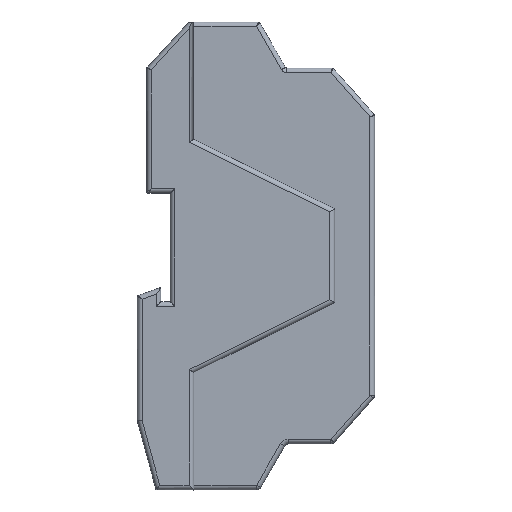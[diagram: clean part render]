
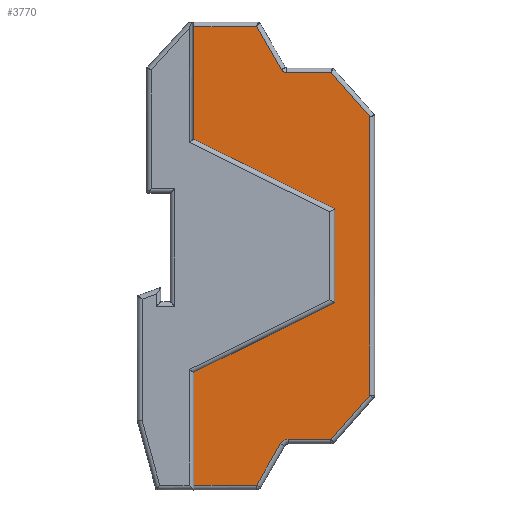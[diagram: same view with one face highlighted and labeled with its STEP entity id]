
A CAD part, top view. The second image highlights one B-rep face of the part: STEP entity #3770.
In plain terms, the highlighted planar face has unit normal (0, 0, 1).
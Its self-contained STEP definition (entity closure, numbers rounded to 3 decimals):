
#1186=DIRECTION('',(1.,0.,0.));
#1187=VECTOR('',#1186,13.373);
#1188=CARTESIAN_POINT('',(10.,48.8,10.25));
#1189=LINE('',#1188,#1187);
#1193=DIRECTION('',(0.5,-0.866,0.));
#1194=VECTOR('',#1193,10.594);
#1195=CARTESIAN_POINT('',(23.373,48.8,10.25));
#1196=LINE('',#1195,#1194);
#1200=CARTESIAN_POINT('',(29.753,40.25,10.25));
#1201=DIRECTION('',(0.,0.,1.));
#1202=DIRECTION('',(-0.866,-0.5,0.));
#1203=AXIS2_PLACEMENT_3D('',#1200,#1201,#1202);
#1208=DIRECTION('',(1.,0.,0.));
#1209=VECTOR('',#1208,9.407);
#1210=CARTESIAN_POINT('',(29.753,39.,10.25));
#1211=LINE('',#1210,#1209);
#1215=DIRECTION('',(0.664,-0.747,0.));
#1216=VECTOR('',#1215,12.552);
#1217=CARTESIAN_POINT('',(39.159,39.,10.25));
#1218=LINE('',#1217,#1216);
#1222=DIRECTION('',(0.,-1.,0.));
#1223=VECTOR('',#1222,59.239);
#1224=CARTESIAN_POINT('',(47.5,29.62,10.25));
#1225=LINE('',#1224,#1223);
#1229=DIRECTION('',(-0.664,-0.747,0.));
#1230=VECTOR('',#1229,12.552);
#1231=CARTESIAN_POINT('',(47.5,-29.62,10.25));
#1232=LINE('',#1231,#1230);
#1236=DIRECTION('',(-1.,0.,0.));
#1237=VECTOR('',#1236,8.974);
#1238=CARTESIAN_POINT('',(39.159,-39.,10.25));
#1239=LINE('',#1238,#1237);
#1243=CARTESIAN_POINT('',(30.186,-41.,10.25));
#1244=DIRECTION('',(0.,0.,1.));
#1245=DIRECTION('',(0.,1.,0.));
#1246=AXIS2_PLACEMENT_3D('',#1243,#1244,#1245);
#1251=DIRECTION('',(-0.5,-0.866,0.));
#1252=VECTOR('',#1251,10.161);
#1253=CARTESIAN_POINT('',(28.454,-40.,10.25));
#1254=LINE('',#1253,#1252);
#1258=DIRECTION('',(-1.,0.,0.));
#1259=VECTOR('',#1258,13.373);
#1260=CARTESIAN_POINT('',(23.373,-48.8,10.25));
#1261=LINE('',#1260,#1259);
#1265=DIRECTION('',(0.,1.,0.));
#1266=VECTOR('',#1265,24.);
#1267=CARTESIAN_POINT('',(10.,-48.8,10.25));
#1268=LINE('',#1267,#1266);
#1272=DIRECTION('',(0.897,0.442,0.));
#1273=VECTOR('',#1272,33.452);
#1274=CARTESIAN_POINT('',(10.,-24.8,10.25));
#1275=LINE('',#1274,#1273);
#1279=DIRECTION('',(0.,1.,0.));
#1280=VECTOR('',#1279,20.);
#1281=CARTESIAN_POINT('',(40.,-10.,10.25));
#1282=LINE('',#1281,#1280);
#1286=DIRECTION('',(-0.897,0.442,0.));
#1287=VECTOR('',#1286,33.452);
#1288=CARTESIAN_POINT('',(40.,10.,10.25));
#1289=LINE('',#1288,#1287);
#1293=DIRECTION('',(0.,1.,0.));
#1294=VECTOR('',#1293,24.);
#1295=CARTESIAN_POINT('',(10.,24.8,10.25));
#1296=LINE('',#1295,#1294);
#2041=CARTESIAN_POINT('',(10.,-24.8,10.25));
#2316=CARTESIAN_POINT('',(40.,-10.,10.25));
#2328=CARTESIAN_POINT('',(40.,10.,10.25));
#2469=VERTEX_POINT('',#2328);
#2471=VERTEX_POINT('',#2041);
#2473=VERTEX_POINT('',#2316);
#2479=CARTESIAN_POINT('',(10.,24.8,10.25));
#2480=VERTEX_POINT('',#2479);
#2490=CARTESIAN_POINT('',(10.,48.8,10.25));
#2491=CARTESIAN_POINT('',(23.373,48.8,10.25));
#2492=VERTEX_POINT('',#2490);
#2493=VERTEX_POINT('',#2491);
#2498=CARTESIAN_POINT('',(28.67,39.625,10.25));
#2499=VERTEX_POINT('',#2498);
#2502=CARTESIAN_POINT('',(29.753,39.,10.25));
#2503=VERTEX_POINT('',#2502);
#2504=CARTESIAN_POINT('',(39.159,39.,10.25));
#2505=VERTEX_POINT('',#2504);
#2508=CARTESIAN_POINT('',(47.5,29.62,10.25));
#2509=VERTEX_POINT('',#2508);
#2510=CARTESIAN_POINT('',(23.373,-48.8,10.25));
#2511=CARTESIAN_POINT('',(10.,-48.8,10.25));
#2512=VERTEX_POINT('',#2510);
#2513=VERTEX_POINT('',#2511);
#2518=CARTESIAN_POINT('',(28.454,-40.,10.25));
#2519=VERTEX_POINT('',#2518);
#2520=CARTESIAN_POINT('',(30.186,-39.,10.25));
#2521=VERTEX_POINT('',#2520);
#2526=CARTESIAN_POINT('',(39.159,-39.,10.25));
#2527=VERTEX_POINT('',#2526);
#2532=CARTESIAN_POINT('',(47.5,-29.62,10.25));
#2533=VERTEX_POINT('',#2532);
#3733=CARTESIAN_POINT('',(0.,0.,10.25));
#3734=DIRECTION('',(0.,0.,1.));
#3735=DIRECTION('',(0.,-1.,0.));
#3736=AXIS2_PLACEMENT_3D('',#3733,#3734,#3735);
#3737=PLANE('',#3736);
#3738=ORIENTED_EDGE('',*,*,#3015,.T.);
#3740=ORIENTED_EDGE('',*,*,#3739,.T.);
#3742=ORIENTED_EDGE('',*,*,#3741,.T.);
#3744=ORIENTED_EDGE('',*,*,#3743,.T.);
#3746=ORIENTED_EDGE('',*,*,#3745,.T.);
#3748=ORIENTED_EDGE('',*,*,#3747,.T.);
#3750=ORIENTED_EDGE('',*,*,#3749,.T.);
#3752=ORIENTED_EDGE('',*,*,#3751,.T.);
#3754=ORIENTED_EDGE('',*,*,#3753,.T.);
#3756=ORIENTED_EDGE('',*,*,#3755,.T.);
#3757=ORIENTED_EDGE('',*,*,#3723,.T.);
#3759=ORIENTED_EDGE('',*,*,#3758,.T.);
#3761=ORIENTED_EDGE('',*,*,#3760,.T.);
#3763=ORIENTED_EDGE('',*,*,#3762,.T.);
#3765=ORIENTED_EDGE('',*,*,#3764,.T.);
#3767=ORIENTED_EDGE('',*,*,#3766,.T.);
#3768=EDGE_LOOP('',(#3738,#3740,#3742,#3744,#3746,#3748,#3750,#3752,#3754,#3756,
#3757,#3759,#3761,#3763,#3765,#3767));
#3769=FACE_OUTER_BOUND('',#3768,.F.);
#3770=ADVANCED_FACE('',(#3769),#3737,.T.);
#1204=CIRCLE('',#1203,1.25);
#1247=CIRCLE('',#1246,2.);
#3015=EDGE_CURVE('',#2492,#2493,#1189,.T.);
#3723=EDGE_CURVE('',#2512,#2513,#1261,.T.);
#3739=EDGE_CURVE('',#2493,#2499,#1196,.T.);
#3741=EDGE_CURVE('',#2499,#2503,#1204,.T.);
#3743=EDGE_CURVE('',#2503,#2505,#1211,.T.);
#3745=EDGE_CURVE('',#2505,#2509,#1218,.T.);
#3747=EDGE_CURVE('',#2509,#2533,#1225,.T.);
#3749=EDGE_CURVE('',#2533,#2527,#1232,.T.);
#3751=EDGE_CURVE('',#2527,#2521,#1239,.T.);
#3753=EDGE_CURVE('',#2521,#2519,#1247,.T.);
#3755=EDGE_CURVE('',#2519,#2512,#1254,.T.);
#3758=EDGE_CURVE('',#2513,#2471,#1268,.T.);
#3760=EDGE_CURVE('',#2471,#2473,#1275,.T.);
#3762=EDGE_CURVE('',#2473,#2469,#1282,.T.);
#3764=EDGE_CURVE('',#2469,#2480,#1289,.T.);
#3766=EDGE_CURVE('',#2480,#2492,#1296,.T.);
